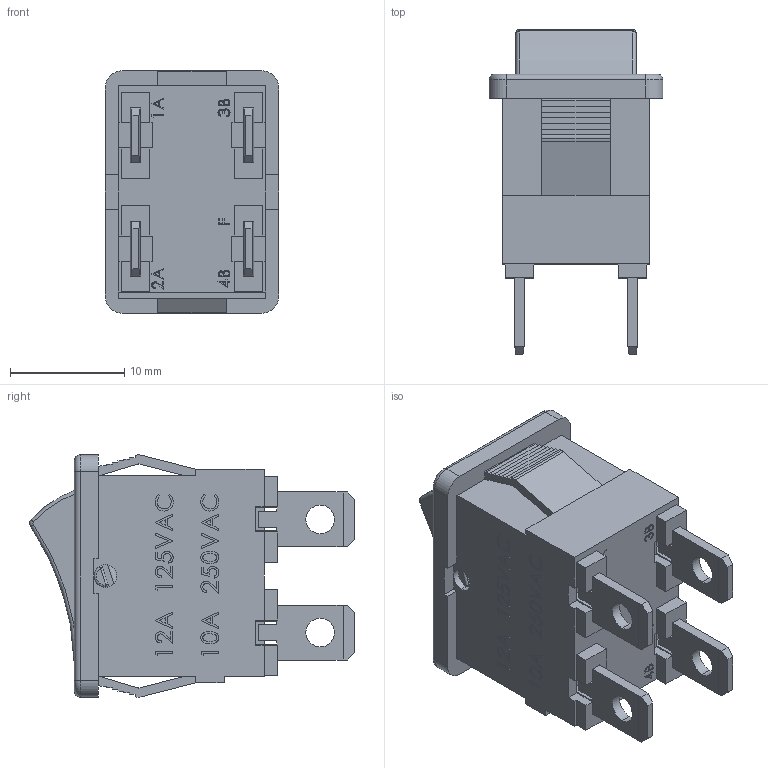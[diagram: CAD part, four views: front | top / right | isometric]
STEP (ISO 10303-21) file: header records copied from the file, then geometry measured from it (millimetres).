
FILE_DESCRIPTION (( 'STEP AP203' ), '1' );
FILE_NAME ('STEP Mini Rocker 4-Pin Switch ON.STEP', '2019-07-24T22:03:25', ( '' ), ( '' ), 'SwSTEP 2.0', 'SolidWorks 2019', '' );
FILE_SCHEMA (( 'CONFIG_CONTROL_DESIGN' ));
Length unit declared in the file: millimetre
Products named in the file (2): STEP Mini Rocker 4-Pin Switch ON
Bounding box: 15.2 x 28.43 x 21.2 mm (x, y, z)
Volume: 3816.6 mm3; surface area: 4164.3 mm2
Topology: 7 solids, 7 shells, 879 faces, 2346 edges, 1542 vertices
Faces by surface type: plane 607, bspline 186, cylinder 57, torus 24, sphere 5
Entity records: 38368 total; most frequent: CARTESIAN_POINT 17491, ORIENTED_EDGE 4676, DIRECTION 3495, EDGE_CURVE 2338, LINE 1807, VECTOR 1807, VERTEX_POINT 1540, EDGE_LOOP 970
